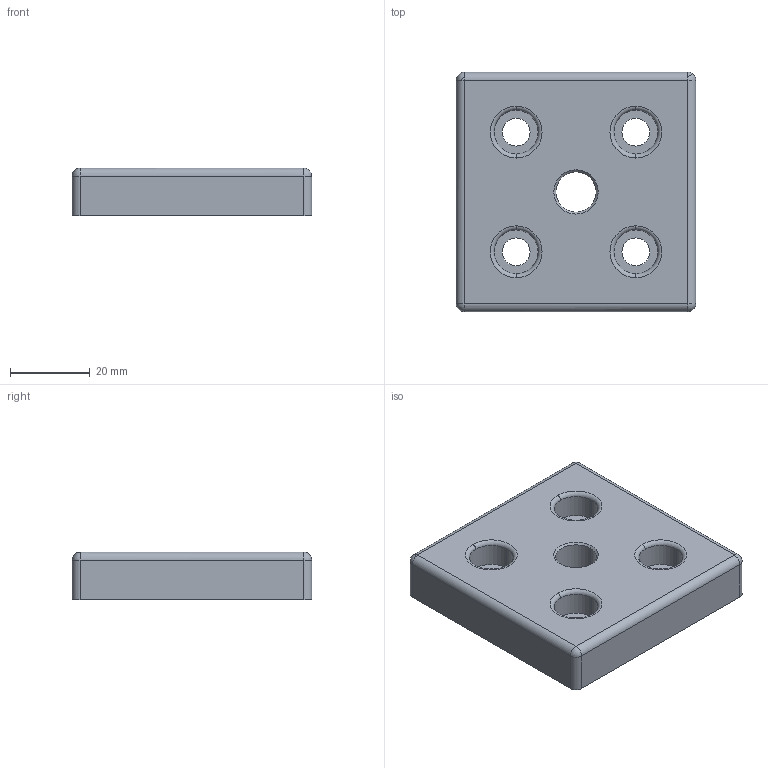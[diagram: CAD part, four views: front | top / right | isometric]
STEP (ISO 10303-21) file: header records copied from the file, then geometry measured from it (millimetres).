
FILE_DESCRIPTION (( 'STEP AP214' ), '1' );
FILE_NAME ('7436160', '2019-01-30T09:35:59', ( '' ), ('JUGARD+KÜNSTNER GmbH'), 'SwSTEP 2.0', 'SolidWorks 2017', '' );
FILE_SCHEMA (( 'AUTOMOTIVE_DESIGN' ));
Length unit declared in the file: millimetre
Products named in the file (1): 7436160
Bounding box: 60 x 60 x 12 mm (x, y, z)
Volume: 28305.7 mm3; surface area: 15202.5 mm2
Topology: 1 solids, 1 shells, 186 faces, 473 edges, 293 vertices
Faces by surface type: cylinder 87, torus 51, plane 26, sphere 20, cone 2
Entity records: 6201 total; most frequent: CARTESIAN_POINT 1531, DIRECTION 1103, ORIENTED_EDGE 922, AXIS2_PLACEMENT_3D 483, EDGE_CURVE 461, CIRCLE 296, VERTEX_POINT 285, EDGE_LOOP 204
